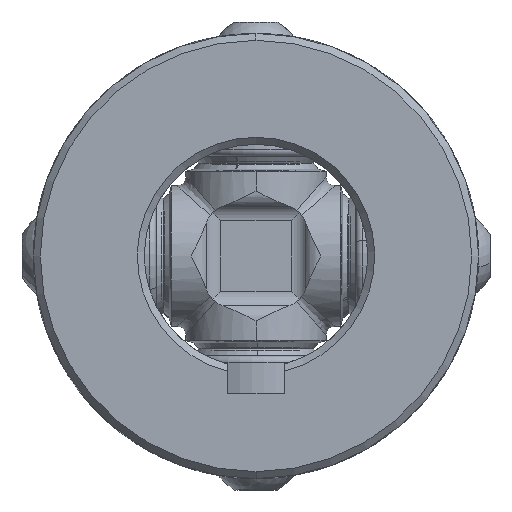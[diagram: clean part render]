
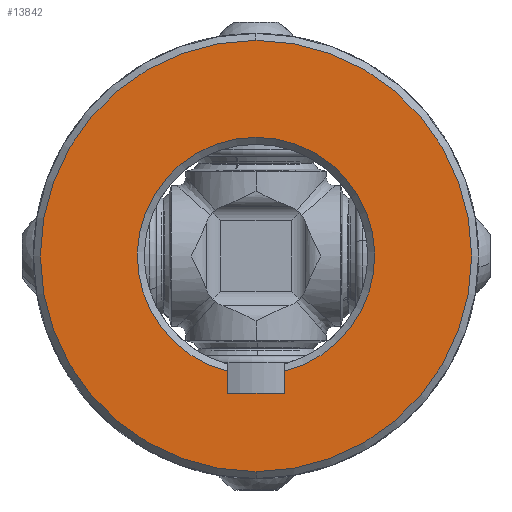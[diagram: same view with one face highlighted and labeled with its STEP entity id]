
A CAD part, left-side view. The second image highlights one B-rep face of the part: STEP entity #13842.
In plain terms, the highlighted planar face has unit normal (-1, 0, 0).
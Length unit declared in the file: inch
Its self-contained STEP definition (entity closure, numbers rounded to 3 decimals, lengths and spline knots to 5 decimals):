
#62 = CARTESIAN_POINT ( 'NONE',  ( -2.75, -0.1255, 0.6155 ) ) ;
#660 = DIRECTION ( 'NONE',  ( 1., 0., 0. ) ) ;
#756 = DIRECTION ( 'NONE',  ( -1., 0., 0. ) ) ;
#1597 = EDGE_LOOP ( 'NONE', ( #9487, #9761 ) ) ;
#1915 = EDGE_CURVE ( 'NONE', #8541, #4803, #4673, .T. ) ;
#2316 = AXIS2_PLACEMENT_3D ( 'NONE', #11844, #4953, #13023 ) ;
#2555 = CIRCLE ( 'NONE', #9467, 0.96625 ) ;
#2809 = ORIENTED_EDGE ( 'NONE', *, *, #1915, .T. ) ;
#3453 = DIRECTION ( 'NONE',  ( 0., -1., 0. ) ) ;
#3623 = LINE ( 'NONE', #11341, #7032 ) ;
#4673 = CIRCLE ( 'NONE', #2316, 0.53175 ) ;
#4789 = CARTESIAN_POINT ( 'NONE',  ( -2.75, -0.1255, 0.51673 ) ) ;
#4803 = VERTEX_POINT ( 'NONE', #12219 ) ;
#4953 = DIRECTION ( 'NONE',  ( 1., 0., 0. ) ) ;
#4954 = EDGE_CURVE ( 'NONE', #8216, #14027, #2555, .T. ) ;
#5661 = DIRECTION ( 'NONE',  ( -1., 0., 0. ) ) ;
#6061 = EDGE_LOOP ( 'NONE', ( #13480, #2809, #8806, #12762 ) ) ;
#6165 = AXIS2_PLACEMENT_3D ( 'NONE', #7619, #756, #8776 ) ;
#6281 = CARTESIAN_POINT ( 'NONE',  ( -2.75, 0., 0.96625 ) ) ;
#6525 = CARTESIAN_POINT ( 'NONE',  ( -2.75, -0.1255, 0.48451 ) ) ;
#6530 = CARTESIAN_POINT ( 'NONE',  ( -2.75, 0.1255, 0.6155 ) ) ;
#6564 = CIRCLE ( 'NONE', #6165, 0.96625 ) ;
#7032 = VECTOR ( 'NONE', #10201, 39.37008 ) ;
#7619 = CARTESIAN_POINT ( 'NONE',  ( -2.75, 0., 0. ) ) ;
#8216 = VERTEX_POINT ( 'NONE', #6281 ) ;
#8304 = AXIS2_PLACEMENT_3D ( 'NONE', #14424, #660, #8675 ) ;
#8493 = FACE_BOUND ( 'NONE', #6061, .T. ) ;
#8541 = VERTEX_POINT ( 'NONE', #4789 ) ;
#8675 = DIRECTION ( 'NONE',  ( 0., 0., -1. ) ) ;
#8738 = LINE ( 'NONE', #62, #14513 ) ;
#8776 = DIRECTION ( 'NONE',  ( 0., 0., -1. ) ) ;
#8806 = ORIENTED_EDGE ( 'NONE', *, *, #14056, .T. ) ;
#9467 = AXIS2_PLACEMENT_3D ( 'NONE', #12566, #5661, #13730 ) ;
#9487 = ORIENTED_EDGE ( 'NONE', *, *, #12132, .T. ) ;
#9761 = ORIENTED_EDGE ( 'NONE', *, *, #4954, .T. ) ;
#10028 = DIRECTION ( 'NONE',  ( 0., 0., -1. ) ) ;
#10200 = VECTOR ( 'NONE', #10028, 39.37008 ) ;
#10201 = DIRECTION ( 'NONE',  ( 0., 0., 1. ) ) ;
#10905 = VERTEX_POINT ( 'NONE', #6530 ) ;
#11341 = CARTESIAN_POINT ( 'NONE',  ( -2.75, 0.1255, 0.48451 ) ) ;
#11691 = EDGE_CURVE ( 'NONE', #14193, #8541, #13258, .T. ) ;
#11844 = CARTESIAN_POINT ( 'NONE',  ( -2.75, 0., 0. ) ) ;
#11846 = EDGE_CURVE ( 'NONE', #10905, #14193, #8738, .T. ) ;
#12105 = PLANE ( 'NONE',  #8304 ) ;
#12132 = EDGE_CURVE ( 'NONE', #14027, #8216, #6564, .T. ) ;
#12219 = CARTESIAN_POINT ( 'NONE',  ( -2.75, 0.1255, 0.51673 ) ) ;
#12455 = CARTESIAN_POINT ( 'NONE',  ( -2.75, 0., -0.96625 ) ) ;
#12566 = CARTESIAN_POINT ( 'NONE',  ( -2.75, 0., 0. ) ) ;
#12741 = CARTESIAN_POINT ( 'NONE',  ( -2.75, -0.1255, 0.6155 ) ) ;
#12762 = ORIENTED_EDGE ( 'NONE', *, *, #11846, .T. ) ;
#13023 = DIRECTION ( 'NONE',  ( 0., 0., -1. ) ) ;
#13258 = LINE ( 'NONE', #6525, #10200 ) ;
#13480 = ORIENTED_EDGE ( 'NONE', *, *, #11691, .T. ) ;
#13730 = DIRECTION ( 'NONE',  ( 0., 0., -1. ) ) ;
#13842 = ADVANCED_FACE ( 'NONE', ( #8493, #14642 ), #12105, .F. ) ;
#14027 = VERTEX_POINT ( 'NONE', #12455 ) ;
#14056 = EDGE_CURVE ( 'NONE', #4803, #10905, #3623, .T. ) ;
#14193 = VERTEX_POINT ( 'NONE', #12741 ) ;
#14424 = CARTESIAN_POINT ( 'NONE',  ( -2.75, 0., 0. ) ) ;
#14513 = VECTOR ( 'NONE', #3453, 39.37008 ) ;
#14642 = FACE_OUTER_BOUND ( 'NONE', #1597, .T. ) ;
